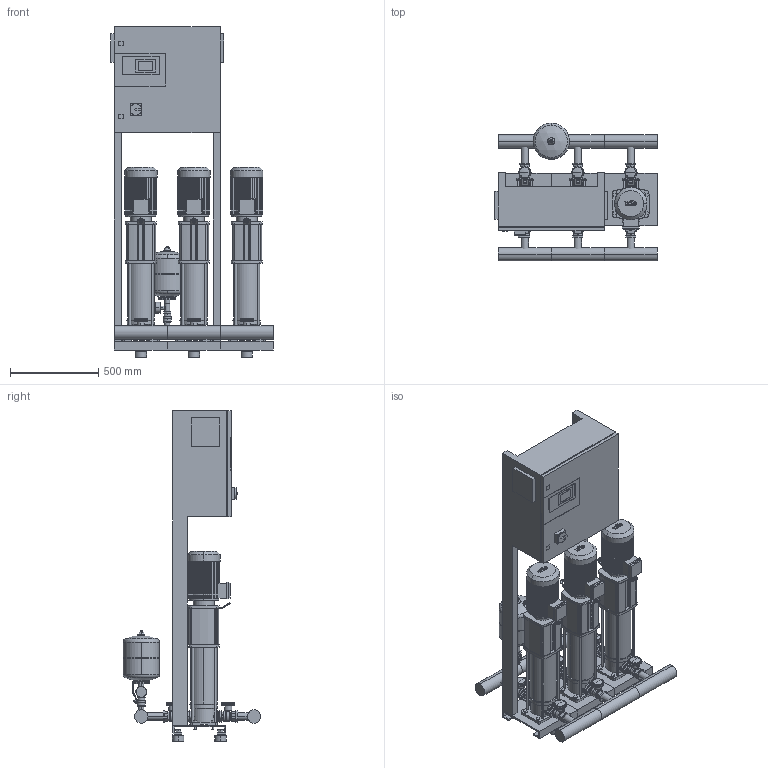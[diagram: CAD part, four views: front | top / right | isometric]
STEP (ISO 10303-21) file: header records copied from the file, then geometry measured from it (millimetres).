
FILE_DESCRIPTION((''),'2;1');
FILE_NAME('3d_CO-3HELIXV610_K_CC-01-2535331.stp','2016-01-25T09:31:15',(''),(''),'Mechanical Desktop 2009','Mechanical Desktop 2009',', , ');
FILE_SCHEMA(('CONFIG_CONTROL_DESIGN'));
Length unit declared in the file: millimetre
Products named in the file (1): Product
Bounding box: 920 x 780.05 x 1870 mm (x, y, z)
Volume: 181053215.6 mm3; surface area: 8406328.3 mm2
Topology: 126 solids, 126 shells, 4574 faces, 12031 edges, 7929 vertices
Faces by surface type: plane 2268, bspline 1097, cylinder 1029, cone 156, torus 22, sphere 2
Entity records: 147803 total; most frequent: CARTESIAN_POINT 34720, ORIENTED_EDGE 24038, DIRECTION 21640, EDGE_CURVE 12019, VECTOR 8438, LINE 8438, VERTEX_POINT 7923, AXIS2_PLACEMENT_3D 6601
